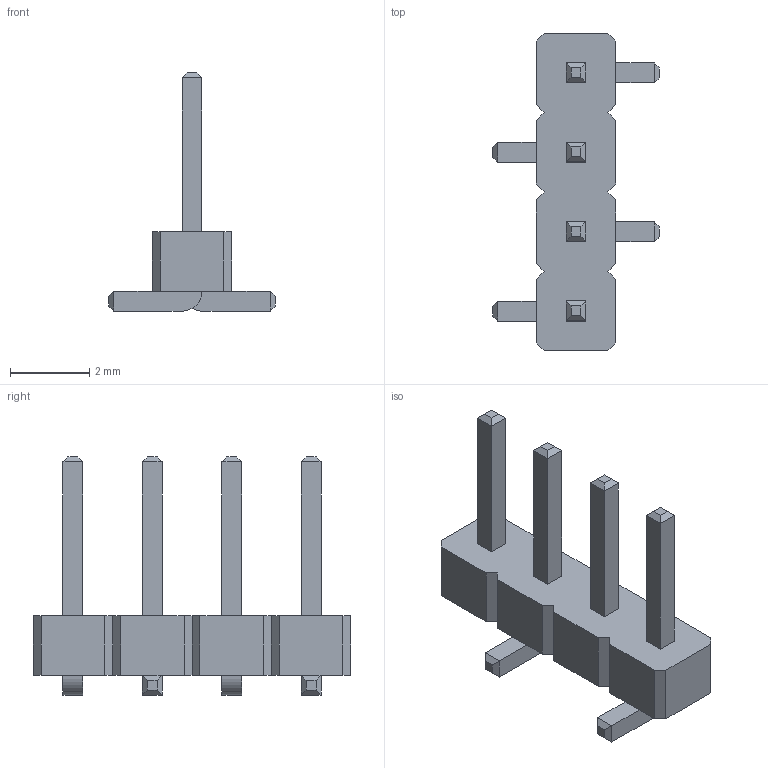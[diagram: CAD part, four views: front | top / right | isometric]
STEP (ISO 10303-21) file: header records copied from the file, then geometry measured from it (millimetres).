
FILE_DESCRIPTION(/* description */ ('model of PinHeader_1x04_P2.00mm_Vertical_SMD_Pin1Right'),/* implementation_level */ '2;1');
FILE_NAME(/* name */ 'PinHeader_1x04_P2.00mm_Vertical_SMD_Pin1Right.step',/* time_stamp */ '2017-12-02T01:41:19',/* author */ ('kicad StepUp','ksu'),/* organization */ ('FreeCAD'),/* preprocessor_version */ 'OCC',/* originating_system */ 'kicad StepUp',/* authorisation */ '');
FILE_SCHEMA(('AUTOMOTIVE_DESIGN_CC2 { 1 2 10303 214 -1 1 5 4 }'));
Length unit declared in the file: millimetre
Products named in the file (1): PinHeader_1x04_P200mm_Vertical_SMD_Pin1Right
Bounding box: 4.2 x 8 x 6 mm (x, y, z)
Volume: 29.7 mm3; surface area: 107.7 mm2
Topology: 1 solids, 1 shells, 104 faces, 262 edges, 164 vertices
Faces by surface type: plane 100, cylinder 4
Entity records: 3759 total; most frequent: CARTESIAN_POINT 531, ORIENTED_EDGE 524, DIRECTION 480, EDGE_CURVE 262, LINE 254, VECTOR 254, VERTEX_POINT 164, AXIS2_PLACEMENT_3D 113
